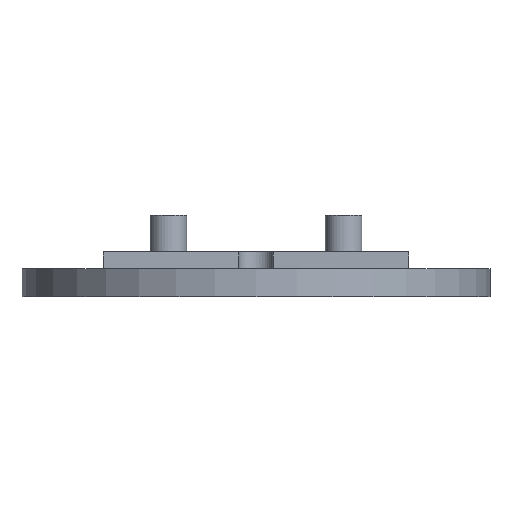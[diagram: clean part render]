
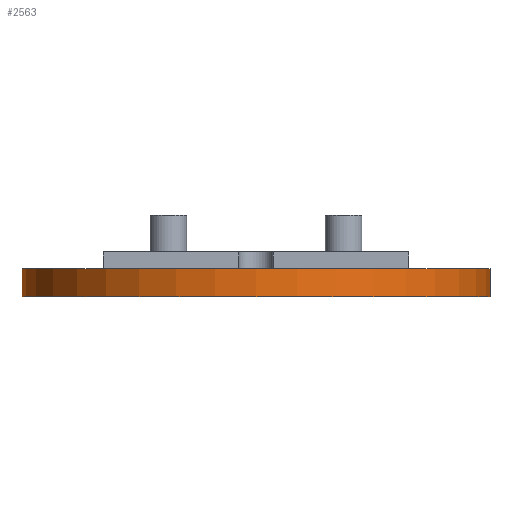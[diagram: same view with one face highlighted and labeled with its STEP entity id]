
A CAD part, front view. The second image highlights one B-rep face of the part: STEP entity #2563.
In plain terms, the highlighted cylindrical face has radius 41.4 mm (diameter 82.8 mm), a partial arc.
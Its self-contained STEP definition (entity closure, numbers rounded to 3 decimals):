
#8 = DIRECTION ( 'NONE',  ( 0., 0., -1. ) ) ;
#263 = VERTEX_POINT ( 'NONE', #1860 ) ;
#266 = CARTESIAN_POINT ( 'NONE',  ( 41.4, 0., 5. ) ) ;
#437 = DIRECTION ( 'NONE',  ( -1., 0., 0. ) ) ;
#496 = CARTESIAN_POINT ( 'NONE',  ( 0., 0., 0. ) ) ;
#503 = CIRCLE ( 'NONE', #2037, 41.4 ) ;
#582 = VERTEX_POINT ( 'NONE', #995 ) ;
#656 = LINE ( 'NONE', #266, #2372 ) ;
#716 = VECTOR ( 'NONE', #1241, 1000. ) ;
#849 = VERTEX_POINT ( 'NONE', #1761 ) ;
#856 = ORIENTED_EDGE ( 'NONE', *, *, #2171, .T. ) ;
#870 = DIRECTION ( 'NONE',  ( 1., 0., 0. ) ) ;
#995 = CARTESIAN_POINT ( 'NONE',  ( 41.4, 0., 5. ) ) ;
#1036 = LINE ( 'NONE', #1069, #716 ) ;
#1069 = CARTESIAN_POINT ( 'NONE',  ( -41.4, 0., 5. ) ) ;
#1082 = CARTESIAN_POINT ( 'NONE',  ( 0., 0., 5. ) ) ;
#1108 = DIRECTION ( 'NONE',  ( 0., 0., 1. ) ) ;
#1113 = VERTEX_POINT ( 'NONE', #1811 ) ;
#1121 = EDGE_LOOP ( 'NONE', ( #2014, #1807, #856, #2042 ) ) ;
#1209 = AXIS2_PLACEMENT_3D ( 'NONE', #496, #1108, #1279 ) ;
#1241 = DIRECTION ( 'NONE',  ( 0., 0., -1. ) ) ;
#1279 = DIRECTION ( 'NONE',  ( 1., 0., 0. ) ) ;
#1292 = CIRCLE ( 'NONE', #1209, 41.4 ) ;
#1324 = EDGE_CURVE ( 'NONE', #582, #263, #656, .T. ) ;
#1761 = CARTESIAN_POINT ( 'NONE',  ( -41.4, 0., 0. ) ) ;
#1807 = ORIENTED_EDGE ( 'NONE', *, *, #2318, .F. ) ;
#1811 = CARTESIAN_POINT ( 'NONE',  ( -41.4, 0., 5. ) ) ;
#1850 = CARTESIAN_POINT ( 'NONE',  ( 0., 0., 5. ) ) ;
#1860 = CARTESIAN_POINT ( 'NONE',  ( 41.4, 0., 0. ) ) ;
#1908 = DIRECTION ( 'NONE',  ( 0., 0., 1. ) ) ;
#2014 = ORIENTED_EDGE ( 'NONE', *, *, #1324, .F. ) ;
#2037 = AXIS2_PLACEMENT_3D ( 'NONE', #1082, #1908, #870 ) ;
#2042 = ORIENTED_EDGE ( 'NONE', *, *, #2334, .T. ) ;
#2171 = EDGE_CURVE ( 'NONE', #1113, #849, #1036, .T. ) ;
#2235 = CYLINDRICAL_SURFACE ( 'NONE', #2632, 41.4 ) ;
#2279 = FACE_OUTER_BOUND ( 'NONE', #1121, .T. ) ;
#2318 = EDGE_CURVE ( 'NONE', #1113, #582, #503, .T. ) ;
#2334 = EDGE_CURVE ( 'NONE', #849, #263, #1292, .T. ) ;
#2372 = VECTOR ( 'NONE', #2534, 1000. ) ;
#2534 = DIRECTION ( 'NONE',  ( 0., 0., -1. ) ) ;
#2563 = ADVANCED_FACE ( 'NONE', ( #2279 ), #2235, .T. ) ;
#2632 = AXIS2_PLACEMENT_3D ( 'NONE', #1850, #8, #437 ) ;
